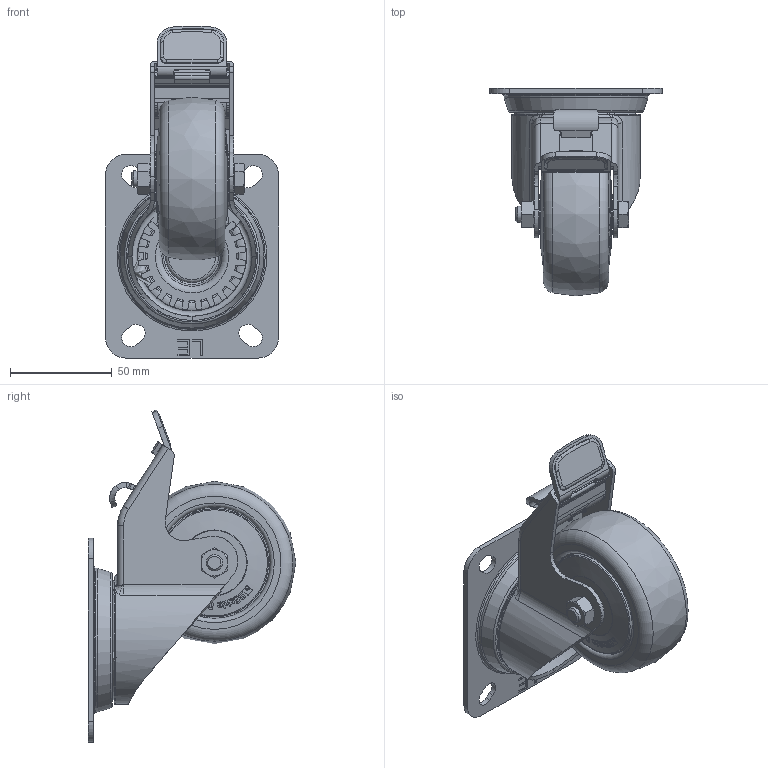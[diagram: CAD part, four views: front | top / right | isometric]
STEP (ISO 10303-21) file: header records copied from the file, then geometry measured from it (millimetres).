
FILE_DESCRIPTION(/* description */ (''),/* implementation_level */ '2;1');
FILE_NAME(/* name */ 'ACP 80.stp',/* time_stamp */ '2016-10-17T12:38:24+01:00',/* author */ ('kevin'),/* organization */ (''),/* preprocessor_version */ 'ST-DEVELOPER v15.2',/* originating_system */ 'Autodesk Inventor 2014',/* authorisation */ '');
FILE_SCHEMA (('AUTOMOTIVE_DESIGN { 1 0 10303 214 3 1 1 }'));
Products named in the file (3): blickle_849845_1; blickle_849845_3; ACP 80
Bounding box: 85 x 102 x 163.02 mm (x, y, z)
Volume: 254837.7 mm3; surface area: 76335.3 mm2
Topology: 5 solids, 5 shells, 1868 faces, 5005 edges, 3261 vertices
Faces by surface type: plane 917, bspline 551, cylinder 255, cone 82, torus 63
Full cylindrical faces by diameter (mm): 3 x2, 8 x2, 8.5 x1, 13 x1, 18.6 x1, 20 x2, 24 x1, 26 x1, 53 x2
Entity records: 86377 total; most frequent: CARTESIAN_POINT 42879, ORIENTED_EDGE 9848, DIRECTION 7567, EDGE_CURVE 4924, VERTEX_POINT 3249, LINE 2711, VECTOR 2711, AXIS2_PLACEMENT_3D 2428
